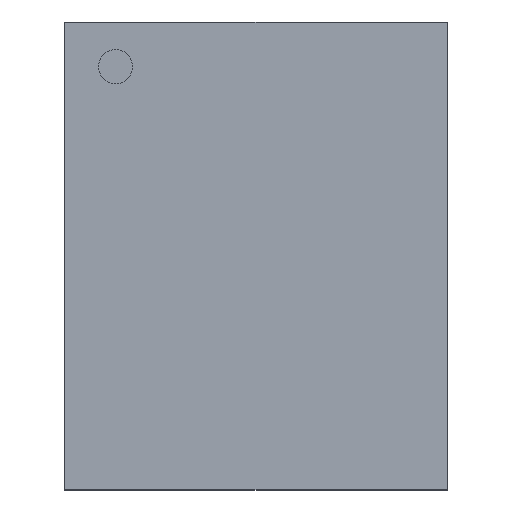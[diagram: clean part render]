
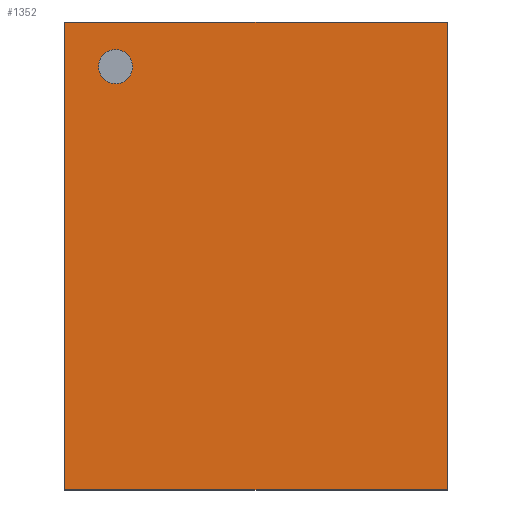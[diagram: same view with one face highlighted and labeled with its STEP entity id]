
A CAD part, top view. The second image highlights one B-rep face of the part: STEP entity #1352.
In plain terms, the highlighted planar face has unit normal (0, 0, 1).
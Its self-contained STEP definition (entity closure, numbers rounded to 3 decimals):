
#17=LINE($,#2587,#29);
#20=LINE($,#2593,#32);
#23=LINE($,#2599,#35);
#26=LINE($,#2603,#38);
#29=VECTOR($,#2207,11.);
#32=VECTOR($,#2212,9.);
#35=VECTOR($,#2217,11.);
#38=VECTOR($,#2222,9.);
#142=FACE_BOUND($,#547,.T.);
#342=FACE_OUTER_BOUND($,#546,.T.);
#546=EDGE_LOOP($,(#1084,#1085,#1086,#1087));
#547=EDGE_LOOP($,(#1088));
#650=CIRCLE($,#1700,0.4);
#750=VERTEX_POINT($,#2577);
#753=VERTEX_POINT($,#2584);
#754=VERTEX_POINT($,#2586);
#756=VERTEX_POINT($,#2592);
#758=VERTEX_POINT($,#2598);
#858=EDGE_CURVE($,#750,#750,#650,.T.);
#861=EDGE_CURVE($,#754,#753,#17,.T.);
#864=EDGE_CURVE($,#756,#754,#20,.T.);
#867=EDGE_CURVE($,#758,#756,#23,.T.);
#870=EDGE_CURVE($,#753,#758,#26,.T.);
#1084=ORIENTED_EDGE($,*,*,#870,.T.);
#1085=ORIENTED_EDGE($,*,*,#867,.T.);
#1086=ORIENTED_EDGE($,*,*,#864,.T.);
#1087=ORIENTED_EDGE($,*,*,#861,.T.);
#1088=ORIENTED_EDGE($,*,*,#858,.T.);
#1198=PLANE($,#1706);
#1352=ADVANCED_FACE($,(#342,#142),#1198,.T.);
#1700=AXIS2_PLACEMENT_3D($,#2578,#2199,#2200);
#1706=AXIS2_PLACEMENT_3D($,#2604,#2223,#2224);
#2199=DIRECTION('center_axis',(0.,0.,-1.));
#2200=DIRECTION('ref_axis',(1.,0.,0.));
#2207=DIRECTION($,(0.,1.,0.));
#2212=DIRECTION($,(1.,0.,0.));
#2217=DIRECTION($,(0.,-1.,0.));
#2222=DIRECTION($,(-1.,0.,0.));
#2223=DIRECTION('center_axis',(0.,0.,1.));
#2224=DIRECTION('ref_axis',(1.,0.,0.));
#2577=CARTESIAN_POINT('',(-2.85,4.5,1.2));
#2578=CARTESIAN_POINT('Origin',(-3.25,4.5,1.2));
#2584=CARTESIAN_POINT('',(4.55,5.55,1.2));
#2586=CARTESIAN_POINT('',(4.55,-5.45,1.2));
#2587=CARTESIAN_POINT($,(4.55,-5.45,1.2));
#2592=CARTESIAN_POINT('',(-4.45,-5.45,1.2));
#2593=CARTESIAN_POINT($,(-4.45,-5.45,1.2));
#2598=CARTESIAN_POINT('',(-4.45,5.55,1.2));
#2599=CARTESIAN_POINT($,(-4.45,5.55,1.2));
#2603=CARTESIAN_POINT($,(4.55,5.55,1.2));
#2604=CARTESIAN_POINT('Origin',(0.05,0.05,1.2));
